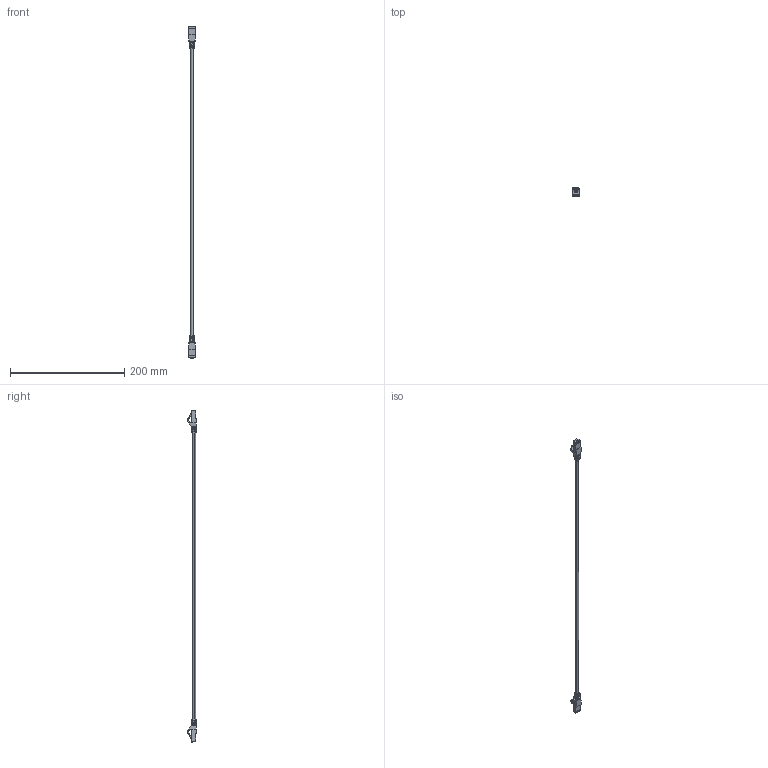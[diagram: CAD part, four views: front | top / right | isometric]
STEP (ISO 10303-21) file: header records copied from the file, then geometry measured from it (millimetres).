
FILE_DESCRIPTION (( 'STEP AP214' ), '1' );
FILE_NAME ('PC01-C5EF-05M-G Øíóð êîììóòàöèîííûé êàò. 5Å FTP 0,5ì ñåðûé GENERICA.STEP', '2019-10-28T13:11:20', ( '' ), ( '' ), 'SwSTEP 2.0', 'SolidWorks 2017', '' );
FILE_SCHEMA (( 'AUTOMOTIVE_DESIGN' ));
Length unit declared in the file: millimetre
Products named in the file (1): PC01-C5EF-05M-G Øíóð êîììóòàöèîííûé êàò. 5Å FTP 0,5ì ñåðûé GENERICA
Bounding box: 11.5 x 15.31 x 580.2 mm (x, y, z)
Volume: 16043.9 mm3; surface area: 12526.4 mm2
Topology: 1 solids, 1 shells, 341 faces, 997 edges, 654 vertices
Faces by surface type: plane 245, cylinder 57, bspline 39
Entity records: 13140 total; most frequent: CARTESIAN_POINT 4493, ORIENTED_EDGE 1994, DIRECTION 1532, EDGE_CURVE 997, LINE 704, VECTOR 704, VERTEX_POINT 654, AXIS2_PLACEMENT_3D 414
